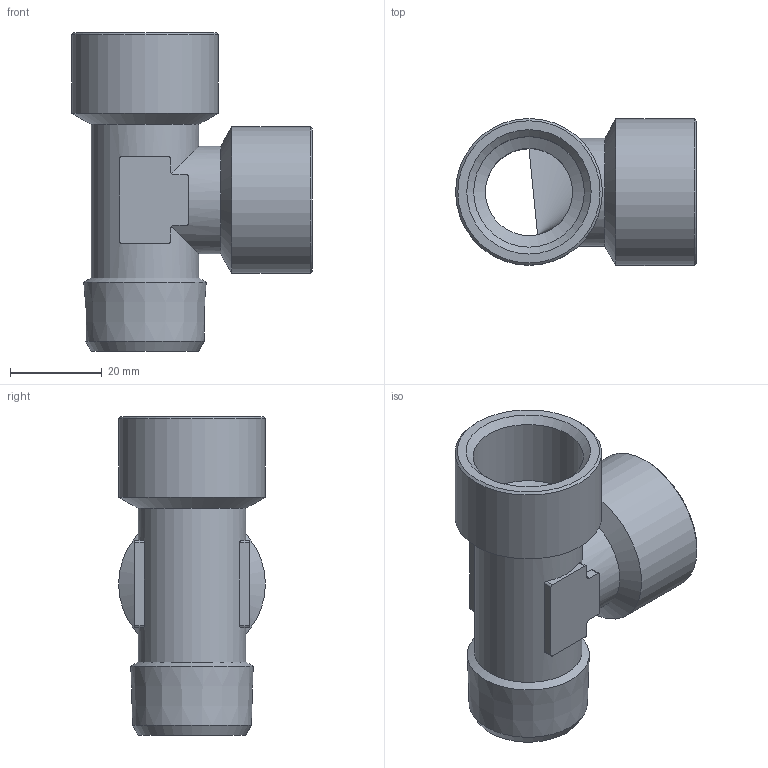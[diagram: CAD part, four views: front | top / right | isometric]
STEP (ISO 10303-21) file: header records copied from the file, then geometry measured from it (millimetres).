
FILE_DESCRIPTION(( 'RA.25.34.34.STP' ), '1');
FILE_NAME( 'RA.25.34.34.STP', '2018-11-09T15:47:07',( 'Sopra'),('sopra-pneumatic.com'), 'SwSTEP 2.0','SolidWorks 2009','' );
FILE_SCHEMA (('AUTOMOTIVE_DESIGN { 1 0 10303 214 1 1 1 1 }'));
Length unit declared in the file: millimetre
Products named in the file (2): Root; 40506
Assembly tree (1 placements, depth 2):
  Root
    40506
Bounding box: 52.5 x 32 x 69.5 mm (x, y, z)
Volume: 23705.2 mm3; surface area: 15586.9 mm2
Topology: 1 solids, 1 shells, 56 faces, 154 edges, 99 vertices
Faces by surface type: cylinder 24, plane 21, cone 11
Full cylindrical faces by diameter (mm): 19 x2, 23.5 x2, 24.117 x2, 32 x2
Entity records: 5524 total; most frequent: CARTESIAN_POINT 2964, DIRECTION 268, PRESENTATION_STYLE_ASSIGNMENT 251, COLOUR_RGB 251, DRAUGHTING_PRE_DEFINED_CURVE_FONT 250, CURVE_STYLE 250, OVER_RIDING_STYLED_ITEM 250, ORIENTED_EDGE 250
